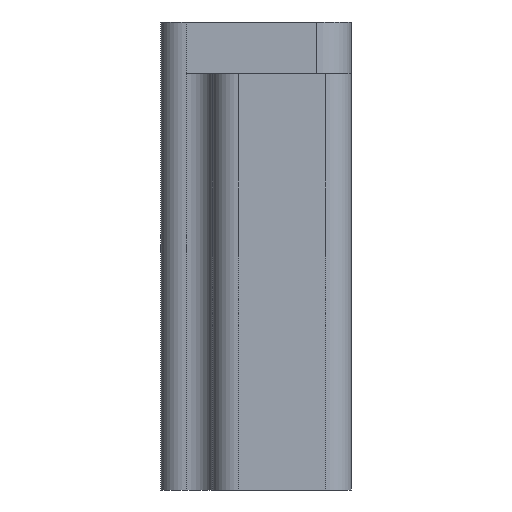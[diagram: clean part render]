
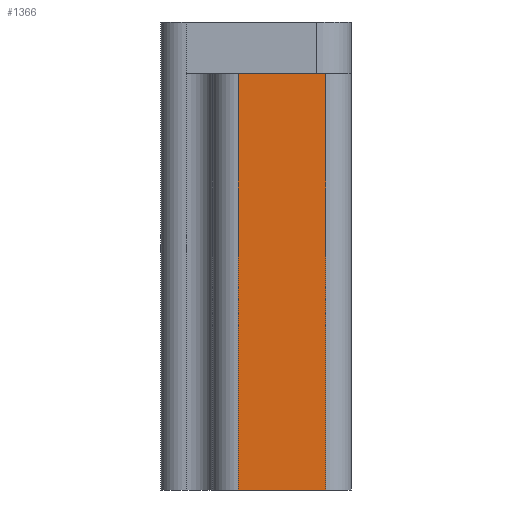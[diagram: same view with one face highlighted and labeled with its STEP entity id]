
A CAD part, left-side view. The second image highlights one B-rep face of the part: STEP entity #1366.
In plain terms, the highlighted planar face has unit normal (-1, 0, 0).
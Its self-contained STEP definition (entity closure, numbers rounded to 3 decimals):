
#488 = VERTEX_POINT('',#489);
#489 = CARTESIAN_POINT('',(0.,1.49,20.));
#496 = EDGE_CURVE('',#488,#497,#499,.T.);
#497 = VERTEX_POINT('',#498);
#498 = CARTESIAN_POINT('',(0.,6.51,20.));
#499 = LINE('',#500,#501);
#500 = CARTESIAN_POINT('',(0.,0.,20.));
#501 = VECTOR('',#502,1.);
#502 = DIRECTION('',(0.,1.,0.));
#1322 = VERTEX_POINT('',#1323);
#1323 = CARTESIAN_POINT('',(0.,6.51,-4.));
#1332 = EDGE_CURVE('',#1322,#497,#1333,.T.);
#1333 = LINE('',#1334,#1335);
#1334 = CARTESIAN_POINT('',(0.,6.51,-4.));
#1335 = VECTOR('',#1336,1.);
#1336 = DIRECTION('',(0.,0.,1.));
#1366 = ADVANCED_FACE('',(#1367),#1385,.T.);
#1367 = FACE_BOUND('',#1368,.T.);
#1368 = EDGE_LOOP('',(#1369,#1370,#1371,#1379));
#1369 = ORIENTED_EDGE('',*,*,#496,.T.);
#1370 = ORIENTED_EDGE('',*,*,#1332,.F.);
#1371 = ORIENTED_EDGE('',*,*,#1372,.F.);
#1372 = EDGE_CURVE('',#1373,#1322,#1375,.T.);
#1373 = VERTEX_POINT('',#1374);
#1374 = CARTESIAN_POINT('',(0.,1.49,-4.));
#1375 = LINE('',#1376,#1377);
#1376 = CARTESIAN_POINT('',(0.,0.,-4.));
#1377 = VECTOR('',#1378,1.);
#1378 = DIRECTION('',(0.,1.,0.));
#1379 = ORIENTED_EDGE('',*,*,#1380,.T.);
#1380 = EDGE_CURVE('',#1373,#488,#1381,.T.);
#1381 = LINE('',#1382,#1383);
#1382 = CARTESIAN_POINT('',(0.,1.49,-4.));
#1383 = VECTOR('',#1384,1.);
#1384 = DIRECTION('',(0.,0.,1.));
#1385 = PLANE('',#1386);
#1386 = AXIS2_PLACEMENT_3D('',#1387,#1388,#1389);
#1387 = CARTESIAN_POINT('',(0.,4.,8.));
#1388 = DIRECTION('',(-1.,-0.,-0.));
#1389 = DIRECTION('',(0.,0.,-1.));
